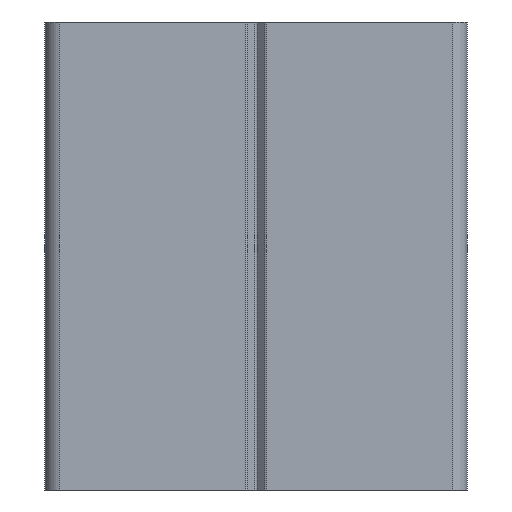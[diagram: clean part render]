
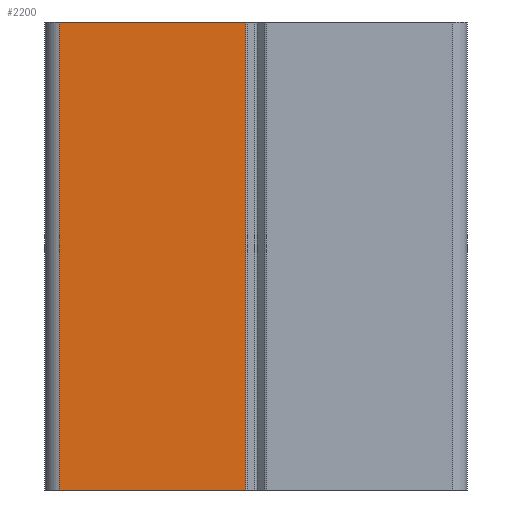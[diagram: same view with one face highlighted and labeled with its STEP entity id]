
A CAD part, front view. The second image highlights one B-rep face of the part: STEP entity #2200.
In plain terms, the highlighted planar face has unit normal (0, -1, 0).
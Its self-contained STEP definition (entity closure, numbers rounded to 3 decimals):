
#71 = VECTOR ( 'NONE', #6840, 1000. ) ;
#101 = CARTESIAN_POINT ( 'NONE',  ( -16.903, 0., 50. ) ) ;
#383 = EDGE_CURVE ( 'NONE', #3726, #657, #2490, .T. ) ;
#424 = CARTESIAN_POINT ( 'NONE',  ( -16.903, 0., 0. ) ) ;
#657 = VERTEX_POINT ( 'NONE', #424 ) ;
#679 = CARTESIAN_POINT ( 'NONE',  ( -16.903, 0., 50. ) ) ;
#688 = PLANE ( 'NONE',  #7494 ) ;
#771 = ORIENTED_EDGE ( 'NONE', *, *, #3953, .T. ) ;
#925 = ORIENTED_EDGE ( 'NONE', *, *, #1882, .F. ) ;
#935 = CARTESIAN_POINT ( 'NONE',  ( 3.015, 0., 0. ) ) ;
#949 = VECTOR ( 'NONE', #6882, 1000. ) ;
#1754 = EDGE_CURVE ( 'NONE', #3726, #5388, #3871, .T. ) ;
#1882 = EDGE_CURVE ( 'NONE', #5388, #2565, #3853, .T. ) ;
#1908 = CARTESIAN_POINT ( 'NONE',  ( 3.015, 0., 50. ) ) ;
#2024 = ORIENTED_EDGE ( 'NONE', *, *, #1754, .F. ) ;
#2200 = ADVANCED_FACE ( 'NONE', ( #3082 ), #688, .F. ) ;
#2257 = CARTESIAN_POINT ( 'NONE',  ( 3.015, 0., 0. ) ) ;
#2460 = DIRECTION ( 'NONE',  ( 0., 1., 0. ) ) ;
#2485 = DIRECTION ( 'NONE',  ( 0., 0., 1. ) ) ;
#2490 = LINE ( 'NONE', #101, #2870 ) ;
#2565 = VERTEX_POINT ( 'NONE', #2257 ) ;
#2870 = VECTOR ( 'NONE', #5545, 1000. ) ;
#3082 = FACE_OUTER_BOUND ( 'NONE', #7359, .T. ) ;
#3678 = CARTESIAN_POINT ( 'NONE',  ( 3.015, 0., 50. ) ) ;
#3726 = VERTEX_POINT ( 'NONE', #679 ) ;
#3853 = LINE ( 'NONE', #5629, #949 ) ;
#3871 = LINE ( 'NONE', #7542, #4625 ) ;
#3953 = EDGE_CURVE ( 'NONE', #657, #2565, #5583, .T. ) ;
#4616 = DIRECTION ( 'NONE',  ( 1., 0., 0. ) ) ;
#4625 = VECTOR ( 'NONE', #4616, 1000. ) ;
#5388 = VERTEX_POINT ( 'NONE', #3678 ) ;
#5545 = DIRECTION ( 'NONE',  ( 0., 0., -1. ) ) ;
#5583 = LINE ( 'NONE', #935, #71 ) ;
#5629 = CARTESIAN_POINT ( 'NONE',  ( 3.015, 0., 50. ) ) ;
#6353 = ORIENTED_EDGE ( 'NONE', *, *, #383, .T. ) ;
#6840 = DIRECTION ( 'NONE',  ( 1., 0., 0. ) ) ;
#6882 = DIRECTION ( 'NONE',  ( 0., 0., -1. ) ) ;
#7359 = EDGE_LOOP ( 'NONE', ( #771, #925, #2024, #6353 ) ) ;
#7494 = AXIS2_PLACEMENT_3D ( 'NONE', #1908, #2460, #2485 ) ;
#7542 = CARTESIAN_POINT ( 'NONE',  ( -16.903, 0., 50. ) ) ;
